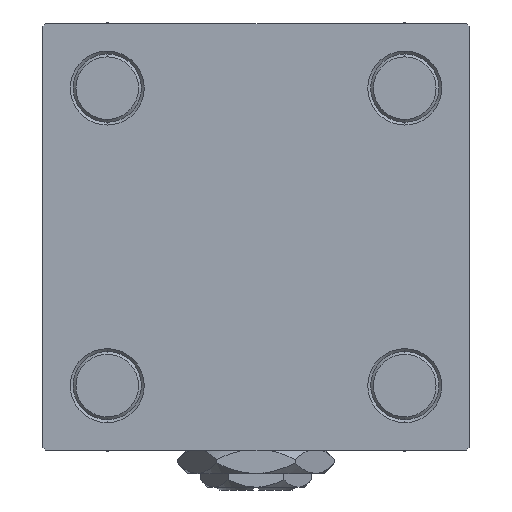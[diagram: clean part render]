
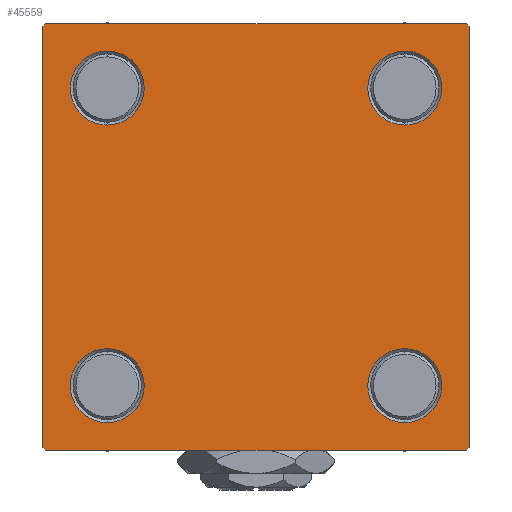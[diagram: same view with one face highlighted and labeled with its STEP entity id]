
A CAD part, left-side view. The second image highlights one B-rep face of the part: STEP entity #45559.
In plain terms, the highlighted planar face has unit normal (-1, 0, 0).
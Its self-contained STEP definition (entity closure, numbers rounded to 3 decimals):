
#401 = EDGE_CURVE ( 'NONE', #34533, #37912, #43456, .T. ) ;
#425 = DIRECTION ( 'NONE',  ( 0., 0., 1. ) ) ;
#770 = DIRECTION ( 'NONE',  ( 0., 0., 1. ) ) ;
#896 = LINE ( 'NONE', #4836, #36082 ) ;
#1076 = DIRECTION ( 'NONE',  ( 0., 0., 1. ) ) ;
#1322 = ORIENTED_EDGE ( 'NONE', *, *, #22889, .T. ) ;
#1532 = VECTOR ( 'NONE', #3701, 1000. ) ;
#1565 = CARTESIAN_POINT ( 'NONE',  ( 0., 37., -37.5 ) ) ;
#1646 = VECTOR ( 'NONE', #2288, 1000. ) ;
#1748 = ORIENTED_EDGE ( 'NONE', *, *, #16920, .T. ) ;
#1797 = DIRECTION ( 'NONE',  ( 0., 0., 1. ) ) ;
#1957 = LINE ( 'NONE', #24806, #5089 ) ;
#2117 = VERTEX_POINT ( 'NONE', #49064 ) ;
#2288 = DIRECTION ( 'NONE',  ( 0., -0.707, 0.707 ) ) ;
#2591 = CARTESIAN_POINT ( 'NONE',  ( 0., 37.5, 37. ) ) ;
#2626 = EDGE_CURVE ( 'NONE', #18512, #9185, #20586, .T. ) ;
#2682 = DIRECTION ( 'NONE',  ( 0., 0., 1. ) ) ;
#3333 = VERTEX_POINT ( 'NONE', #26199 ) ;
#3644 = ORIENTED_EDGE ( 'NONE', *, *, #14720, .T. ) ;
#3701 = DIRECTION ( 'NONE',  ( 0., -1., 0. ) ) ;
#3768 = LINE ( 'NONE', #10843, #7004 ) ;
#4836 = CARTESIAN_POINT ( 'NONE',  ( 0., -37.25, 37.25 ) ) ;
#4980 = CARTESIAN_POINT ( 'NONE',  ( 0., 37.5, 37.5 ) ) ;
#5089 = VECTOR ( 'NONE', #40764, 1000. ) ;
#5647 = VERTEX_POINT ( 'NONE', #46883 ) ;
#6129 = CIRCLE ( 'NONE', #17010, 6.5 ) ;
#6837 = CARTESIAN_POINT ( 'NONE',  ( 0., 37.5, -37. ) ) ;
#7004 = VECTOR ( 'NONE', #30970, 1000. ) ;
#7178 = EDGE_CURVE ( 'NONE', #37095, #5647, #30019, .T. ) ;
#7215 = AXIS2_PLACEMENT_3D ( 'NONE', #46650, #51097, #2682 ) ;
#7333 = VECTOR ( 'NONE', #36552, 1000. ) ;
#7532 = VERTEX_POINT ( 'NONE', #37375 ) ;
#7628 = CARTESIAN_POINT ( 'NONE',  ( 0., 37.5, -37.5 ) ) ;
#9122 = ORIENTED_EDGE ( 'NONE', *, *, #18981, .T. ) ;
#9144 = FACE_BOUND ( 'NONE', #17241, .T. ) ;
#9185 = VERTEX_POINT ( 'NONE', #2591 ) ;
#9465 = EDGE_CURVE ( 'NONE', #18512, #36002, #20597, .T. ) ;
#9843 = DIRECTION ( 'NONE',  ( 0., 0., 1. ) ) ;
#10402 = ORIENTED_EDGE ( 'NONE', *, *, #39874, .F. ) ;
#10433 = AXIS2_PLACEMENT_3D ( 'NONE', #17099, #33033, #29367 ) ;
#10659 = EDGE_CURVE ( 'NONE', #40398, #2117, #40952, .T. ) ;
#10843 = CARTESIAN_POINT ( 'NONE',  ( 0., 37.25, -37.25 ) ) ;
#11185 = ORIENTED_EDGE ( 'NONE', *, *, #25410, .T. ) ;
#12215 = DIRECTION ( 'NONE',  ( 1., 0., 0. ) ) ;
#12353 = EDGE_CURVE ( 'NONE', #13324, #13051, #36010, .T. ) ;
#12373 = ORIENTED_EDGE ( 'NONE', *, *, #16794, .T. ) ;
#13051 = VERTEX_POINT ( 'NONE', #28560 ) ;
#13324 = VERTEX_POINT ( 'NONE', #25796 ) ;
#13323 = FACE_BOUND ( 'NONE', #48351, .T. ) ;
#13337 = AXIS2_PLACEMENT_3D ( 'NONE', #13634, #41112, #1076 ) ;
#13442 = ORIENTED_EDGE ( 'NONE', *, *, #12353, .T. ) ;
#13634 = CARTESIAN_POINT ( 'NONE',  ( 0., -26.15, -26.15 ) ) ;
#14327 = LINE ( 'NONE', #38128, #1646 ) ;
#14720 = EDGE_CURVE ( 'NONE', #37254, #36002, #896, .T. ) ;
#14730 = CIRCLE ( 'NONE', #7215, 6.5 ) ;
#15185 = AXIS2_PLACEMENT_3D ( 'NONE', #21677, #37641, #1797 ) ;
#15899 = CARTESIAN_POINT ( 'NONE',  ( 0., 37.25, 37.25 ) ) ;
#16220 = CARTESIAN_POINT ( 'NONE',  ( 0., -26.15, -19.65 ) ) ;
#16236 = DIRECTION ( 'NONE',  ( 1., 0., 0. ) ) ;
#16289 = CIRCLE ( 'NONE', #10433, 6.5 ) ;
#16378 = DIRECTION ( 'NONE',  ( 1., 0., 0. ) ) ;
#16794 = EDGE_CURVE ( 'NONE', #13051, #13324, #48702, .T. ) ;
#16920 = EDGE_CURVE ( 'NONE', #7532, #46001, #30293, .T. ) ;
#17010 = AXIS2_PLACEMENT_3D ( 'NONE', #29715, #36804, #9843 ) ;
#17099 = CARTESIAN_POINT ( 'NONE',  ( 0., 26.15, 26.15 ) ) ;
#17241 = EDGE_LOOP ( 'NONE', ( #26403, #40837 ) ) ;
#18512 = VERTEX_POINT ( 'NONE', #30392 ) ;
#18981 = EDGE_CURVE ( 'NONE', #34085, #34533, #3768, .T. ) ;
#20369 = EDGE_LOOP ( 'NONE', ( #34500, #1322 ) ) ;
#20586 = LINE ( 'NONE', #15899, #7333 ) ;
#20597 = LINE ( 'NONE', #45464, #45110 ) ;
#20715 = CARTESIAN_POINT ( 'NONE',  ( 0., 26.15, 32.65 ) ) ;
#21677 = CARTESIAN_POINT ( 'NONE',  ( 0., 0., 0. ) ) ;
#22780 = EDGE_LOOP ( 'NONE', ( #12373, #13442 ) ) ;
#22889 = EDGE_CURVE ( 'NONE', #5647, #37095, #6129, .T. ) ;
#24442 = AXIS2_PLACEMENT_3D ( 'NONE', #49717, #41581, #38172 ) ;
#24806 = CARTESIAN_POINT ( 'NONE',  ( 0., -37.5, 37.5 ) ) ;
#25352 = FACE_OUTER_BOUND ( 'NONE', #47936, .T. ) ;
#25410 = EDGE_CURVE ( 'NONE', #9185, #34085, #41342, .T. ) ;
#25796 = CARTESIAN_POINT ( 'NONE',  ( 0., 26.15, -32.65 ) ) ;
#25963 = AXIS2_PLACEMENT_3D ( 'NONE', #27909, #12215, #425 ) ;
#26068 = EDGE_CURVE ( 'NONE', #46001, #7532, #16289, .T. ) ;
#26111 = AXIS2_PLACEMENT_3D ( 'NONE', #32688, #16236, #770 ) ;
#26199 = CARTESIAN_POINT ( 'NONE',  ( 0., -37.5, -37. ) ) ;
#26403 = ORIENTED_EDGE ( 'NONE', *, *, #10659, .T. ) ;
#27078 = VECTOR ( 'NONE', #32963, 1000. ) ;
#27909 = CARTESIAN_POINT ( 'NONE',  ( 0., 26.15, -26.15 ) ) ;
#27974 = ORIENTED_EDGE ( 'NONE', *, *, #26068, .T. ) ;
#28390 = DIRECTION ( 'NONE',  ( 0., 0., 1. ) ) ;
#28560 = CARTESIAN_POINT ( 'NONE',  ( 0., 26.15, -19.65 ) ) ;
#29170 = EDGE_CURVE ( 'NONE', #2117, #40398, #14730, .T. ) ;
#29367 = DIRECTION ( 'NONE',  ( 0., 0., 1. ) ) ;
#29527 = PLANE ( 'NONE',  #15185 ) ;
#29715 = CARTESIAN_POINT ( 'NONE',  ( 0., -26.15, -26.15 ) ) ;
#30019 = CIRCLE ( 'NONE', #13337, 6.5 ) ;
#30293 = CIRCLE ( 'NONE', #24442, 6.5 ) ;
#30392 = CARTESIAN_POINT ( 'NONE',  ( 0., 37., 37.5 ) ) ;
#30570 = ORIENTED_EDGE ( 'NONE', *, *, #401, .T. ) ;
#30970 = DIRECTION ( 'NONE',  ( 0., -0.707, -0.707 ) ) ;
#32688 = CARTESIAN_POINT ( 'NONE',  ( 0., 26.15, -26.15 ) ) ;
#32963 = DIRECTION ( 'NONE',  ( 0., 0., -1. ) ) ;
#33033 = DIRECTION ( 'NONE',  ( 1., 0., 0. ) ) ;
#33189 = FACE_BOUND ( 'NONE', #22780, .T. ) ;
#33401 = DIRECTION ( 'NONE',  ( 0., -1., 0. ) ) ;
#34085 = VERTEX_POINT ( 'NONE', #6837 ) ;
#34500 = ORIENTED_EDGE ( 'NONE', *, *, #7178, .T. ) ;
#34533 = VERTEX_POINT ( 'NONE', #1565 ) ;
#35892 = AXIS2_PLACEMENT_3D ( 'NONE', #43330, #16378, #28390 ) ;
#36002 = VERTEX_POINT ( 'NONE', #39351 ) ;
#36010 = CIRCLE ( 'NONE', #25963, 6.5 ) ;
#36082 = VECTOR ( 'NONE', #45128, 1000. ) ;
#36123 = CARTESIAN_POINT ( 'NONE',  ( 0., -26.15, 32.65 ) ) ;
#36552 = DIRECTION ( 'NONE',  ( 0., 0.707, -0.707 ) ) ;
#36804 = DIRECTION ( 'NONE',  ( 1., 0., 0. ) ) ;
#37095 = VERTEX_POINT ( 'NONE', #16220 ) ;
#37133 = FACE_BOUND ( 'NONE', #20369, .T. ) ;
#37254 = VERTEX_POINT ( 'NONE', #41562 ) ;
#37375 = CARTESIAN_POINT ( 'NONE',  ( 0., 26.15, 19.65 ) ) ;
#37641 = DIRECTION ( 'NONE',  ( -1., 0., 0. ) ) ;
#37912 = VERTEX_POINT ( 'NONE', #51308 ) ;
#38128 = CARTESIAN_POINT ( 'NONE',  ( 0., -37.25, -37.25 ) ) ;
#38172 = DIRECTION ( 'NONE',  ( 0., 0., 1. ) ) ;
#38192 = ORIENTED_EDGE ( 'NONE', *, *, #40924, .T. ) ;
#39351 = CARTESIAN_POINT ( 'NONE',  ( 0., -37., 37.5 ) ) ;
#39874 = EDGE_CURVE ( 'NONE', #37254, #3333, #1957, .T. ) ;
#40398 = VERTEX_POINT ( 'NONE', #36123 ) ;
#40764 = DIRECTION ( 'NONE',  ( 0., 0., -1. ) ) ;
#40837 = ORIENTED_EDGE ( 'NONE', *, *, #29170, .T. ) ;
#40924 = EDGE_CURVE ( 'NONE', #37912, #3333, #14327, .T. ) ;
#40952 = CIRCLE ( 'NONE', #35892, 6.5 ) ;
#41112 = DIRECTION ( 'NONE',  ( 1., 0., 0. ) ) ;
#41342 = LINE ( 'NONE', #4980, #27078 ) ;
#41562 = CARTESIAN_POINT ( 'NONE',  ( 0., -37.5, 37. ) ) ;
#41581 = DIRECTION ( 'NONE',  ( 1., 0., 0. ) ) ;
#43330 = CARTESIAN_POINT ( 'NONE',  ( 0., -26.15, 26.15 ) ) ;
#43456 = LINE ( 'NONE', #7628, #1532 ) ;
#45110 = VECTOR ( 'NONE', #33401, 1000. ) ;
#45128 = DIRECTION ( 'NONE',  ( 0., 0.707, 0.707 ) ) ;
#45464 = CARTESIAN_POINT ( 'NONE',  ( 0., 37.5, 37.5 ) ) ;
#45559 = ADVANCED_FACE ( 'NONE', ( #9144, #37133, #33189, #13323, #25352 ), #29527, .T. ) ;
#45804 = ORIENTED_EDGE ( 'NONE', *, *, #2626, .T. ) ;
#46001 = VERTEX_POINT ( 'NONE', #20715 ) ;
#46650 = CARTESIAN_POINT ( 'NONE',  ( 0., -26.15, 26.15 ) ) ;
#46883 = CARTESIAN_POINT ( 'NONE',  ( 0., -26.15, -32.65 ) ) ;
#47821 = ORIENTED_EDGE ( 'NONE', *, *, #9465, .F. ) ;
#47936 = EDGE_LOOP ( 'NONE', ( #11185, #9122, #30570, #38192, #10402, #3644, #47821, #45804 ) ) ;
#48351 = EDGE_LOOP ( 'NONE', ( #27974, #1748 ) ) ;
#48702 = CIRCLE ( 'NONE', #26111, 6.5 ) ;
#49064 = CARTESIAN_POINT ( 'NONE',  ( 0., -26.15, 19.65 ) ) ;
#49717 = CARTESIAN_POINT ( 'NONE',  ( 0., 26.15, 26.15 ) ) ;
#51097 = DIRECTION ( 'NONE',  ( 1., 0., 0. ) ) ;
#51308 = CARTESIAN_POINT ( 'NONE',  ( 0., -37., -37.5 ) ) ;
